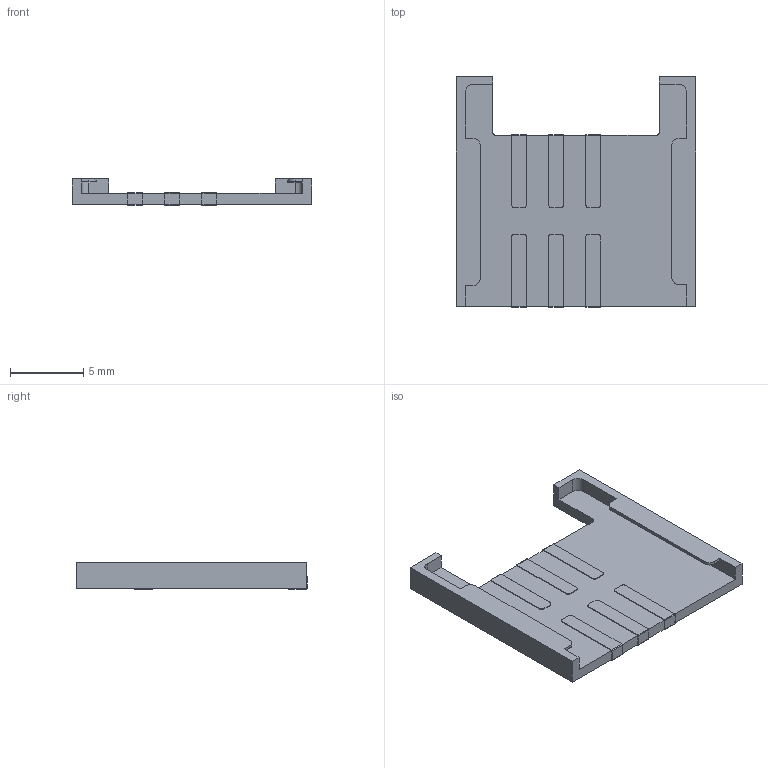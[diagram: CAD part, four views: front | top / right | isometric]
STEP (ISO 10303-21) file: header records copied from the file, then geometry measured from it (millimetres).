
FILE_DESCRIPTION (( 'STEP AP214' ), '1' );
FILE_NAME ('User Library-simcard.STEP', '2015-02-18T06:19:20', ( 'Windows User' ), ( '' ), 'SwSTEP 2.0', 'SolidWorks 2015', '' );
FILE_SCHEMA (( 'AUTOMOTIVE_DESIGN' ));
Length unit declared in the file: millimetre
Products named in the file (1): User Library-simcard
Bounding box: 16.4 x 15.75 x 1.8 mm (x, y, z)
Volume: 187.6 mm3; surface area: 596.2 mm2
Topology: 1 solids, 1 shells, 118 faces, 347 edges, 231 vertices
Faces by surface type: plane 74, cylinder 44
Entity records: 5261 total; most frequent: CARTESIAN_POINT 703, ORIENTED_EDGE 694, DIRECTION 669, EDGE_CURVE 347, LINE 259, VECTOR 259, VERTEX_POINT 231, AXIS2_PLACEMENT_3D 205
